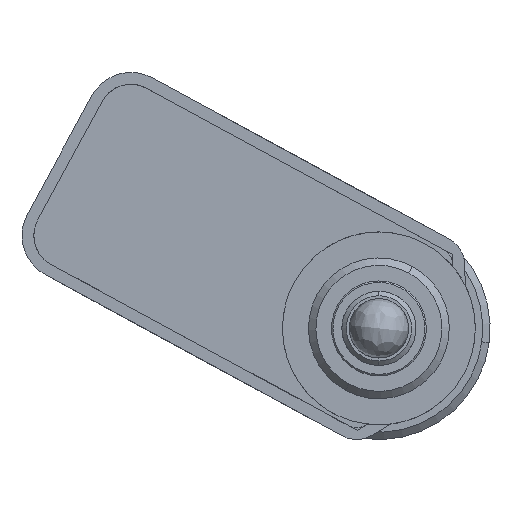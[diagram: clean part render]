
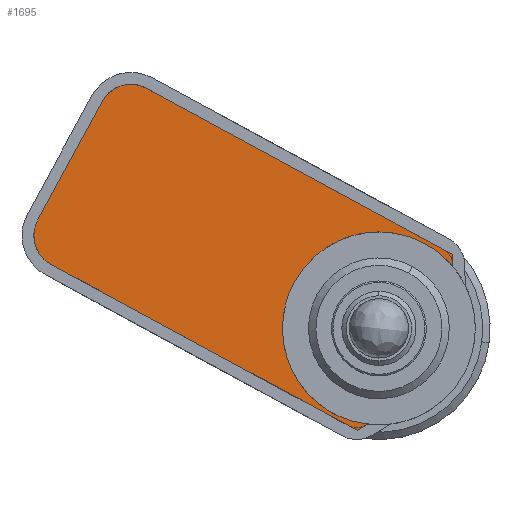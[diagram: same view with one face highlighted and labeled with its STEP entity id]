
A CAD part, left-side view. The second image highlights one B-rep face of the part: STEP entity #1695.
In plain terms, the highlighted face is planar.
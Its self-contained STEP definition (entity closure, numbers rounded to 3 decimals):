
#56 = CARTESIAN_POINT ( 'NONE',  ( -90.263, -35.926, -55.803 ) ) ;
#226 = CARTESIAN_POINT ( 'NONE',  ( -117.648, -35.926, -49.053 ) ) ;
#249 = CARTESIAN_POINT ( 'NONE',  ( -119.848, -35.926, -50.972 ) ) ;
#317 = CARTESIAN_POINT ( 'NONE',  ( -118.344, -35.926, -49.165 ) ) ;
#647 = CARTESIAN_POINT ( 'NONE',  ( -119.848, -35.926, -60.493 ) ) ;
#679 = CARTESIAN_POINT ( 'NONE',  ( -119.829, -35.926, -60.699 ) ) ;
#954 = VECTOR ( 'NONE', #2920, 1000. ) ;
#1009 = CARTESIAN_POINT ( 'NONE',  ( -119.68, -35.926, -50.408 ) ) ;
#1388 = CARTESIAN_POINT ( 'NONE',  ( -119.707, -35.926, -61.13 ) ) ;
#1529 = CARTESIAN_POINT ( 'NONE',  ( -118.58, -35.926, -62.347 ) ) ;
#1553 = VECTOR ( 'NONE', #5773, 1000. ) ;
#1579 = DIRECTION ( 'NONE',  ( 0.5, 0., 0.866 ) ) ;
#1638 = CARTESIAN_POINT ( 'NONE',  ( -94.16, -35.926, -62.553 ) ) ;
#1695 = ADVANCED_FACE ( 'NONE', ( #7360 ), #3314, .T. ) ;
#1826 = CARTESIAN_POINT ( 'NONE',  ( -119.584, -35.926, -50.203 ) ) ;
#1879 = CARTESIAN_POINT ( 'NONE',  ( -117.648, -35.926, -62.553 ) ) ;
#1897 = CARTESIAN_POINT ( 'NONE',  ( -119.848, -35.926, -51.253 ) ) ;
#1932 = CARTESIAN_POINT ( 'NONE',  ( -119.311, -35.926, -49.804 ) ) ;
#2008 = LINE ( 'NONE', #1638, #7647 ) ;
#2010 = CARTESIAN_POINT ( 'NONE',  ( -117.648, -35.926, -49.053 ) ) ;
#2039 = LINE ( 'NONE', #3027, #5961 ) ;
#2047 = VERTEX_POINT ( 'NONE', #9110 ) ;
#2170 = CARTESIAN_POINT ( 'NONE',  ( -90.263, -35.926, -55.803 ) ) ;
#2318 = CARTESIAN_POINT ( 'NONE',  ( -118.493, -35.926, -62.384 ) ) ;
#2402 = AXIS2_PLACEMENT_3D ( 'NONE', #5446, #7031, #3988 ) ;
#2442 = CARTESIAN_POINT ( 'NONE',  ( -117.648, -35.926, -62.553 ) ) ;
#2621 = CARTESIAN_POINT ( 'NONE',  ( -118.426, -35.926, -49.195 ) ) ;
#2622 = LINE ( 'NONE', #1879, #2869 ) ;
#2655 = CARTESIAN_POINT ( 'NONE',  ( -119.642, -35.926, -50.321 ) ) ;
#2720 = CARTESIAN_POINT ( 'NONE',  ( -117.789, -35.926, -49.053 ) ) ;
#2749 = EDGE_CURVE ( 'NONE', #7107, #9138, #9800, .T. ) ;
#2869 = VECTOR ( 'NONE', #5743, 1000. ) ;
#2920 = DIRECTION ( 'NONE',  ( -0.5, 0., 0.866 ) ) ;
#2928 = CARTESIAN_POINT ( 'NONE',  ( -118.474, -35.926, -62.392 ) ) ;
#2974 = EDGE_CURVE ( 'NONE', #7801, #2047, #7215, .T. ) ;
#3027 = CARTESIAN_POINT ( 'NONE',  ( -119.848, -35.926, -51.253 ) ) ;
#3068 = CARTESIAN_POINT ( 'NONE',  ( -119.097, -35.926, -62.016 ) ) ;
#3094 = VERTEX_POINT ( 'NONE', #6183 ) ;
#3282 = ORIENTED_EDGE ( 'NONE', *, *, #10061, .T. ) ;
#3314 = PLANE ( 'NONE',  #2402 ) ;
#3367 = CARTESIAN_POINT ( 'NONE',  ( -119.796, -35.926, -50.702 ) ) ;
#3581 = EDGE_CURVE ( 'NONE', #2047, #7107, #6573, .T. ) ;
#3709 = CARTESIAN_POINT ( 'NONE',  ( -117.93, -35.926, -62.553 ) ) ;
#3713 = EDGE_CURVE ( 'NONE', #9138, #3094, #2039, .T. ) ;
#3810 = CARTESIAN_POINT ( 'NONE',  ( -119.736, -35.926, -61.049 ) ) ;
#3988 = DIRECTION ( 'NONE',  ( 1., 0., 0. ) ) ;
#3992 = ORIENTED_EDGE ( 'NONE', *, *, #2974, .T. ) ;
#4146 = CARTESIAN_POINT ( 'NONE',  ( -118.393, -35.926, -49.183 ) ) ;
#4177 = CARTESIAN_POINT ( 'NONE',  ( -118.99, -35.926, -49.483 ) ) ;
#4613 = CARTESIAN_POINT ( 'NONE',  ( -119.701, -35.926, -61.145 ) ) ;
#4652 = CARTESIAN_POINT ( 'NONE',  ( -118.698, -35.926, -62.289 ) ) ;
#4943 = CARTESIAN_POINT ( 'NONE',  ( -118.74, -35.926, -49.319 ) ) ;
#5431 = CARTESIAN_POINT ( 'NONE',  ( -119.848, -35.926, -60.353 ) ) ;
#5446 = CARTESIAN_POINT ( 'NONE',  ( -117.648, -35.926, -51.253 ) ) ;
#5593 = EDGE_CURVE ( 'NONE', #8626, #7801, #2008, .T. ) ;
#5696 = CARTESIAN_POINT ( 'NONE',  ( -119.453, -35.926, -49.978 ) ) ;
#5743 = DIRECTION ( 'NONE',  ( 1., 0., 0. ) ) ;
#5747 = CARTESIAN_POINT ( 'NONE',  ( -119.848, -35.926, -51.253 ) ) ;
#5773 = DIRECTION ( 'NONE',  ( -1., 0., 0. ) ) ;
#5961 = VECTOR ( 'NONE', #9327, 1000. ) ;
#6122 = CARTESIAN_POINT ( 'NONE',  ( -119.772, -35.926, -60.933 ) ) ;
#6156 = CARTESIAN_POINT ( 'NONE',  ( -119.719, -35.926, -61.098 ) ) ;
#6183 = CARTESIAN_POINT ( 'NONE',  ( -119.848, -35.926, -60.353 ) ) ;
#6573 = LINE ( 'NONE', #226, #1553 ) ;
#6595 = CARTESIAN_POINT ( 'NONE',  ( -119.665, -35.926, -50.373 ) ) ;
#6948 = VERTEX_POINT ( 'NONE', #2442 ) ;
#6988 = CARTESIAN_POINT ( 'NONE',  ( -119.583, -35.926, -61.444 ) ) ;
#7021 = CARTESIAN_POINT ( 'NONE',  ( -118.528, -35.926, -62.369 ) ) ;
#7031 = DIRECTION ( 'NONE',  ( 0., -1., 0. ) ) ;
#7107 = VERTEX_POINT ( 'NONE', #2010 ) ;
#7215 = LINE ( 'NONE', #2170, #954 ) ;
#7328 = CARTESIAN_POINT ( 'NONE',  ( -118.229, -35.926, -49.129 ) ) ;
#7360 = FACE_OUTER_BOUND ( 'NONE', #9359, .T. ) ;
#7647 = VECTOR ( 'NONE', #1579, 1000. ) ;
#7681 = ORIENTED_EDGE ( 'NONE', *, *, #5593, .T. ) ;
#7769 = CARTESIAN_POINT ( 'NONE',  ( -119.418, -35.926, -61.694 ) ) ;
#7783 = EDGE_CURVE ( 'NONE', #3094, #6948, #7787, .T. ) ;
#7787 = B_SPLINE_CURVE_WITH_KNOTS ( 'NONE', 3,
 ( #5431, #647, #679, #6122, #3810, #6156, #1388, #4613, #6988, #7769, #3068, #9302, #4652, #1529, #7021, #2318, #2928, #8397, #3709, #9952 ),
 .UNSPECIFIED., .F., .F.,
 ( 4, 1, 1, 1, 2, 2, 2, 1, 1, 1, 2, 2, 4 ),
 ( 0., 0.125, 0.187, 0.219, 0.234, 0.25, 0.5, 0.625, 0.687, 0.719, 0.734, 0.75, 1. ),
 .UNSPECIFIED. ) ;
#7801 = VERTEX_POINT ( 'NONE', #56 ) ;
#7846 = ORIENTED_EDGE ( 'NONE', *, *, #2749, .T. ) ;
#7962 = ORIENTED_EDGE ( 'NONE', *, *, #7783, .T. ) ;
#8184 = CARTESIAN_POINT ( 'NONE',  ( -119.687, -35.926, -50.427 ) ) ;
#8357 = CARTESIAN_POINT ( 'NONE',  ( -94.16, -35.926, -62.553 ) ) ;
#8397 = CARTESIAN_POINT ( 'NONE',  ( -118.2, -35.926, -62.501 ) ) ;
#8626 = VERTEX_POINT ( 'NONE', #8357 ) ;
#8862 = CARTESIAN_POINT ( 'NONE',  ( -118.441, -35.926, -49.2 ) ) ;
#8928 = CARTESIAN_POINT ( 'NONE',  ( -117.995, -35.926, -49.073 ) ) ;
#9110 = CARTESIAN_POINT ( 'NONE',  ( -94.16, -35.926, -49.053 ) ) ;
#9138 = VERTEX_POINT ( 'NONE', #5747 ) ;
#9302 = CARTESIAN_POINT ( 'NONE',  ( -118.924, -35.926, -62.157 ) ) ;
#9327 = DIRECTION ( 'NONE',  ( 0., 0., -1. ) ) ;
#9359 = EDGE_LOOP ( 'NONE', ( #7681, #3992, #9951, #7846, #9364, #7962, #3282 ) ) ;
#9364 = ORIENTED_EDGE ( 'NONE', *, *, #3713, .T. ) ;
#9732 = CARTESIAN_POINT ( 'NONE',  ( -117.648, -35.926, -49.053 ) ) ;
#9800 = B_SPLINE_CURVE_WITH_KNOTS ( 'NONE', 3,
 ( #9732, #2720, #8928, #7328, #317, #4146, #2621, #8862, #4943, #4177, #1932, #5696, #1826, #2655, #6595, #1009, #8184, #3367, #249, #1897 ),
 .UNSPECIFIED., .F., .F.,
 ( 4, 1, 1, 1, 2, 2, 2, 1, 1, 1, 2, 2, 4 ),
 ( 0., 0.125, 0.188, 0.219, 0.234, 0.25, 0.5, 0.625, 0.688, 0.719, 0.734, 0.75, 1. ),
 .UNSPECIFIED. ) ;
#9951 = ORIENTED_EDGE ( 'NONE', *, *, #3581, .T. ) ;
#9952 = CARTESIAN_POINT ( 'NONE',  ( -117.648, -35.926, -62.553 ) ) ;
#10061 = EDGE_CURVE ( 'NONE', #6948, #8626, #2622, .T. ) ;
